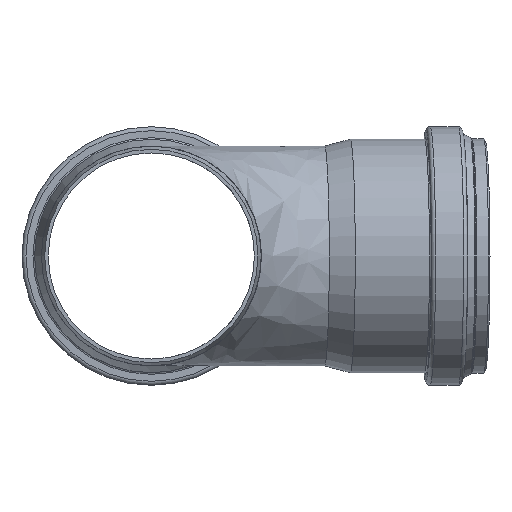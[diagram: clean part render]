
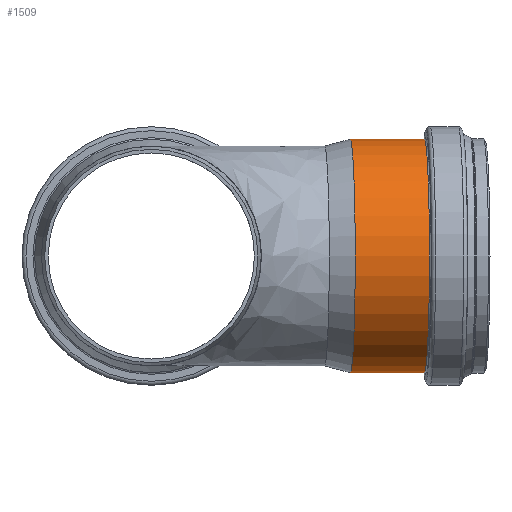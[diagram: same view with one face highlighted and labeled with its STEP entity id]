
A CAD part, front view. The second image highlights one B-rep face of the part: STEP entity #1509.
In plain terms, the highlighted cylindrical face has radius 58.5 mm (diameter 117 mm), a full revolution.
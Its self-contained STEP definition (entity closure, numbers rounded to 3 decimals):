
#105=LINE('',#3479,#136);
#136=VECTOR('',#2285,58.5);
#301=CIRCLE('',#1757,58.5);
#302=CIRCLE('',#1758,58.5);
#303=CIRCLE('',#1760,58.5);
#304=CIRCLE('',#1761,58.5);
#305=CIRCLE('',#1762,58.5);
#361=CYLINDRICAL_SURFACE('',#1759,58.5);
#421=FACE_OUTER_BOUND('',#500,.T.);
#500=EDGE_LOOP('',(#1344,#1345,#1346,#1347,#1348,#1349,#1350));
#670=VERTEX_POINT('',#3467);
#671=VERTEX_POINT('',#3468);
#672=VERTEX_POINT('',#3473);
#673=VERTEX_POINT('',#3474);
#674=VERTEX_POINT('',#3476);
#903=EDGE_CURVE('',#670,#671,#301,.T.);
#904=EDGE_CURVE('',#671,#670,#302,.T.);
#906=EDGE_CURVE('',#672,#673,#303,.T.);
#907=EDGE_CURVE('',#674,#672,#304,.T.);
#908=EDGE_CURVE('',#673,#674,#305,.T.);
#909=EDGE_CURVE('',#673,#671,#105,.T.);
#1344=ORIENTED_EDGE('',*,*,#906,.F.);
#1345=ORIENTED_EDGE('',*,*,#907,.F.);
#1346=ORIENTED_EDGE('',*,*,#908,.F.);
#1347=ORIENTED_EDGE('',*,*,#909,.T.);
#1348=ORIENTED_EDGE('',*,*,#904,.T.);
#1349=ORIENTED_EDGE('',*,*,#903,.T.);
#1350=ORIENTED_EDGE('',*,*,#909,.F.);
#1509=ADVANCED_FACE('',(#421),#361,.T.);
#1757=AXIS2_PLACEMENT_3D('',#3469,#2272,#2273);
#1758=AXIS2_PLACEMENT_3D('',#3470,#2274,#2275);
#1759=AXIS2_PLACEMENT_3D('',#3472,#2277,#2278);
#1760=AXIS2_PLACEMENT_3D('',#3475,#2279,#2280);
#1761=AXIS2_PLACEMENT_3D('',#3477,#2281,#2282);
#1762=AXIS2_PLACEMENT_3D('',#3478,#2283,#2284);
#2272=DIRECTION('center_axis',(0.999,0.044,0.));
#2273=DIRECTION('ref_axis',(0.044,-0.999,0.));
#2274=DIRECTION('center_axis',(0.999,0.044,0.));
#2275=DIRECTION('ref_axis',(0.044,-0.999,0.));
#2277=DIRECTION('center_axis',(0.999,0.044,0.));
#2278=DIRECTION('ref_axis',(0.044,-0.999,0.));
#2279=DIRECTION('center_axis',(0.999,0.044,0.));
#2280=DIRECTION('ref_axis',(0.044,-0.999,0.));
#2281=DIRECTION('center_axis',(0.999,0.044,0.));
#2282=DIRECTION('ref_axis',(0.044,-0.999,0.));
#2283=DIRECTION('center_axis',(0.999,0.044,0.));
#2284=DIRECTION('ref_axis',(0.044,-0.999,0.));
#2285=DIRECTION('',(-0.999,-0.044,0.));
#3467=CARTESIAN_POINT('',(102.17,98.905,0.));
#3468=CARTESIAN_POINT('',(97.067,215.794,0.));
#3469=CARTESIAN_POINT('Origin',(99.618,157.349,0.));
#3470=CARTESIAN_POINT('Origin',(99.618,157.349,0.));
#3472=CARTESIAN_POINT('Origin',(118.211,158.161,0.));
#3473=CARTESIAN_POINT('',(139.354,100.529,0.));
#3474=CARTESIAN_POINT('',(134.251,217.417,0.));
#3475=CARTESIAN_POINT('Origin',(136.803,158.973,0.));
#3476=CARTESIAN_POINT('',(136.803,158.973,58.5));
#3477=CARTESIAN_POINT('Origin',(136.803,158.973,0.));
#3478=CARTESIAN_POINT('Origin',(136.803,158.973,0.));
#3479=CARTESIAN_POINT('',(115.659,216.606,0.));
